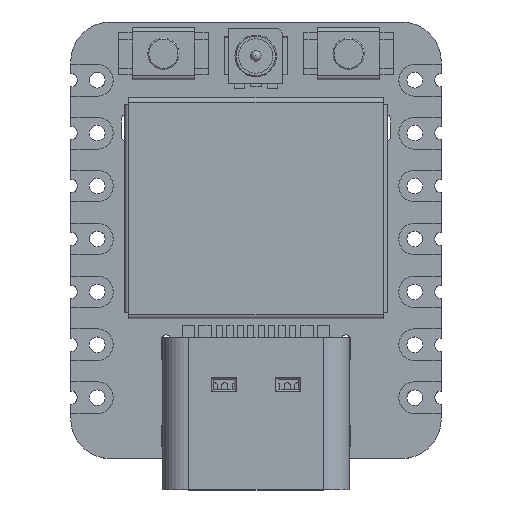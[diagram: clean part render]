
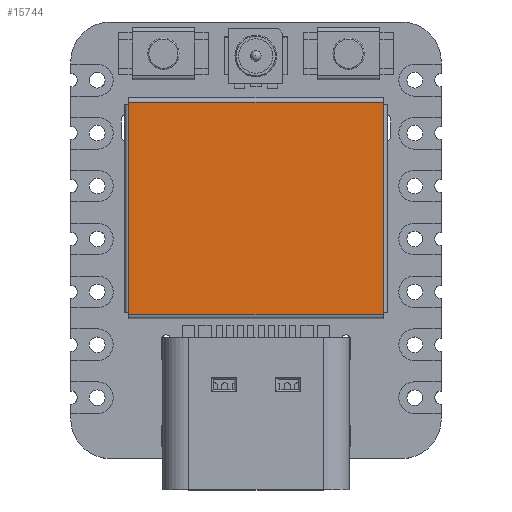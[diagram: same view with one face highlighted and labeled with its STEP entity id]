
A CAD part, top view. The second image highlights one B-rep face of the part: STEP entity #15744.
In plain terms, the highlighted face is planar.
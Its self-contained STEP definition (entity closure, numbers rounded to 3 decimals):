
#1467=FACE_OUTER_BOUND('',#2332,.T.);
#2332=EDGE_LOOP('',(#12272,#12273,#12274,#12275,#12276,#12277,#12278,#12279));
#3643=LINE('',#24860,#5398);
#3697=LINE('',#24994,#5452);
#3698=LINE('',#24999,#5453);
#3704=LINE('',#25013,#5459);
#3710=LINE('',#25027,#5465);
#3715=LINE('',#25035,#5470);
#3719=LINE('',#25042,#5474);
#3724=LINE('',#25051,#5479);
#5398=VECTOR('',#20106,10.);
#5452=VECTOR('',#20224,10.);
#5453=VECTOR('',#20229,10.);
#5459=VECTOR('',#20245,10.);
#5465=VECTOR('',#20257,10.);
#5470=VECTOR('',#20266,10.);
#5474=VECTOR('',#20274,10.);
#5479=VECTOR('',#20287,10.);
#6996=VERTEX_POINT('',#24857);
#6997=VERTEX_POINT('',#24859);
#7019=VERTEX_POINT('',#24920);
#7036=VERTEX_POINT('',#24966);
#7044=VERTEX_POINT('',#24988);
#7046=VERTEX_POINT('',#24996);
#7047=VERTEX_POINT('',#24998);
#7055=VERTEX_POINT('',#25025);
#8811=EDGE_CURVE('',#6996,#6997,#3643,.T.);
#8877=EDGE_CURVE('',#7044,#7019,#3697,.T.);
#8879=EDGE_CURVE('',#7046,#7047,#3698,.T.);
#8887=EDGE_CURVE('',#7036,#6996,#3704,.T.);
#8894=EDGE_CURVE('',#7019,#7055,#3710,.T.);
#8899=EDGE_CURVE('',#7047,#7036,#3715,.T.);
#8903=EDGE_CURVE('',#7046,#7044,#3719,.T.);
#8908=EDGE_CURVE('',#6997,#7055,#3724,.T.);
#12272=ORIENTED_EDGE('',*,*,#8908,.F.);
#12273=ORIENTED_EDGE('',*,*,#8811,.F.);
#12274=ORIENTED_EDGE('',*,*,#8887,.F.);
#12275=ORIENTED_EDGE('',*,*,#8899,.F.);
#12276=ORIENTED_EDGE('',*,*,#8879,.F.);
#12277=ORIENTED_EDGE('',*,*,#8903,.T.);
#12278=ORIENTED_EDGE('',*,*,#8877,.T.);
#12279=ORIENTED_EDGE('',*,*,#8894,.T.);
#14672=PLANE('',#17229);
#15744=ADVANCED_FACE('',(#1467),#14672,.T.);
#17229=AXIS2_PLACEMENT_3D('',#25052,#20288,#20289);
#20106=DIRECTION('',(1.,0.,0.));
#20224=DIRECTION('',(1.,0.,0.));
#20229=DIRECTION('',(0.,0.,-1.));
#20245=DIRECTION('',(1.,0.,0.));
#20257=DIRECTION('',(1.,0.,0.));
#20266=DIRECTION('',(1.,0.,0.));
#20274=DIRECTION('',(1.,0.,0.));
#20287=DIRECTION('',(0.,0.,1.));
#20288=DIRECTION('center_axis',(0.,1.,0.));
#20289=DIRECTION('ref_axis',(0.,0.,1.));
#24857=CARTESIAN_POINT('',(5.272,3.,-12.211));
#24859=CARTESIAN_POINT('',(5.372,3.,-12.211));
#24860=CARTESIAN_POINT('',(-1.462,3.,-12.211));
#24920=CARTESIAN_POINT('',(5.272,3.,-0.011));
#24966=CARTESIAN_POINT('',(-4.728,3.,-12.211));
#24988=CARTESIAN_POINT('',(-4.728,3.,-0.011));
#24994=CARTESIAN_POINT('',(-1.362,3.,-0.011));
#24996=CARTESIAN_POINT('',(-4.828,3.,-0.011));
#24998=CARTESIAN_POINT('',(-4.828,3.,-12.211));
#24999=CARTESIAN_POINT('',(-4.828,3.,-9.223));
#25013=CARTESIAN_POINT('',(-1.462,3.,-12.211));
#25025=CARTESIAN_POINT('',(5.372,3.,-0.011));
#25027=CARTESIAN_POINT('',(-1.362,3.,-0.011));
#25035=CARTESIAN_POINT('',(-1.462,3.,-12.211));
#25042=CARTESIAN_POINT('',(-1.362,3.,-0.011));
#25051=CARTESIAN_POINT('',(5.372,3.,-3.));
#25052=CARTESIAN_POINT('Origin',(1.804,3.,-6.111));
